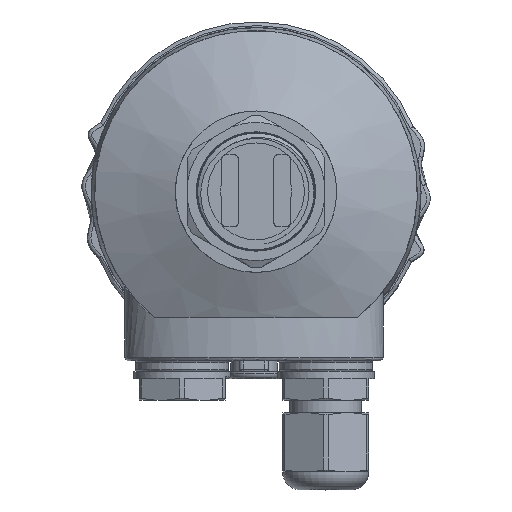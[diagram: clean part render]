
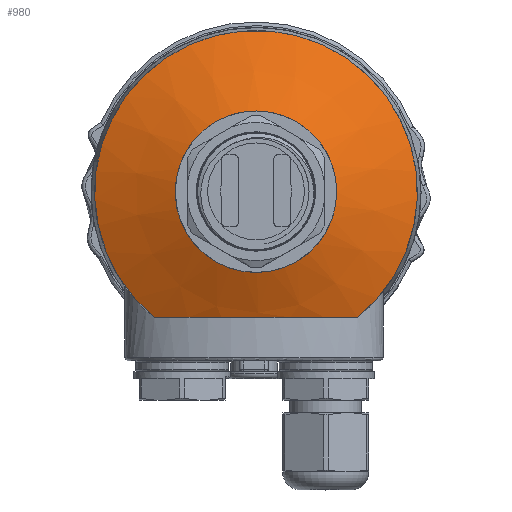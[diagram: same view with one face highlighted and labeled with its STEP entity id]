
A CAD part, top view. The second image highlights one B-rep face of the part: STEP entity #980.
In plain terms, the highlighted conical face has half-angle 66.038 degrees and reference radius 22.5 mm.
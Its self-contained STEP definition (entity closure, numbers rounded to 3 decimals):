
#258=CONICAL_SURFACE('',#4820,22.5,66.038);
#312=FACE_BOUND('',#1618,.T.);
#313=FACE_BOUND('',#1619,.T.);
#980=ADVANCED_FACE('',(#312,#313),#258,.T.);
#1618=EDGE_LOOP('',(#2560,#2561));
#1619=EDGE_LOOP('',(#2562));
#1904=CIRCLE('',#4804,22.5);
#1913=CIRCLE('',#4816,45.);
#2560=ORIENTED_EDGE('',*,*,#4070,.T.);
#2561=ORIENTED_EDGE('',*,*,#4066,.F.);
#2562=ORIENTED_EDGE('',*,*,#4046,.T.);
#3520=VERTEX_POINT('',#9043);
#3538=VERTEX_POINT('',#9139);
#3539=VERTEX_POINT('',#9141);
#4046=EDGE_CURVE('',#3520,#3520,#1904,.T.);
#4066=EDGE_CURVE('',#3538,#3539,#1913,.T.);
#4070=EDGE_CURVE('',#3538,#3539,#4572,.T.);
#4572=B_SPLINE_CURVE_WITH_KNOTS('',3,(#9166,#9167,#9168,#9169,#9170,#9171,
#9172,#9173),.UNSPECIFIED.,.F.,.F.,(4,2,2,4),(0.,0.5,0.75,1.),
 .UNSPECIFIED.);
#4804=AXIS2_PLACEMENT_3D('',#9042,#5506,#5507);
#4816=AXIS2_PLACEMENT_3D('',#9140,#5539,#5540);
#4820=AXIS2_PLACEMENT_3D('',#9175,#5548,#5549);
#5506=DIRECTION('',(0.,0.,-1.));
#5507=DIRECTION('',(1.,0.,0.));
#5539=DIRECTION('',(0.,0.,-1.));
#5540=DIRECTION('',(1.,0.,0.));
#5548=DIRECTION('',(0.,0.,-1.));
#5549=DIRECTION('',(-1.,0.,0.));
#9042=CARTESIAN_POINT('',(0.,0.,10.));
#9043=CARTESIAN_POINT('',(22.5,0.,10.));
#9139=CARTESIAN_POINT('',(-28.284,-35.,0.));
#9140=CARTESIAN_POINT('',(0.,0.,0.));
#9141=CARTESIAN_POINT('',(28.284,-35.,0.));
#9166=CARTESIAN_POINT('',(-28.284,-35.,0.));
#9167=CARTESIAN_POINT('',(-19.006,-35.,2.592));
#9168=CARTESIAN_POINT('',(-9.619,-35.,4.435));
#9169=CARTESIAN_POINT('',(4.699,-35.,4.449));
#9170=CARTESIAN_POINT('',(9.565,-35.,3.993));
#9171=CARTESIAN_POINT('',(19.06,-35.,2.395));
#9172=CARTESIAN_POINT('',(23.7,-35.,1.281));
#9173=CARTESIAN_POINT('',(28.284,-35.,0.));
#9175=CARTESIAN_POINT('',(0.,0.,10.));
